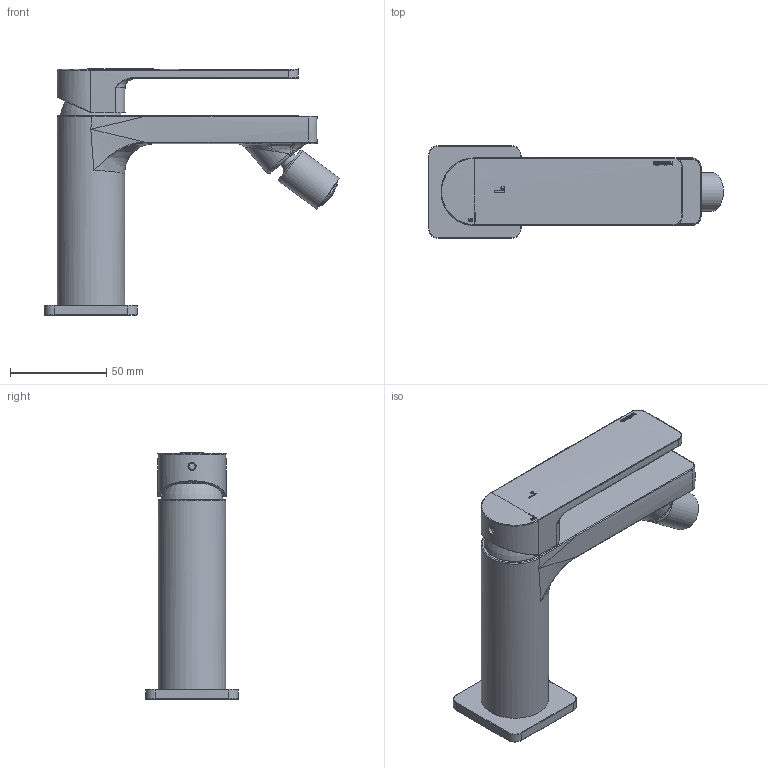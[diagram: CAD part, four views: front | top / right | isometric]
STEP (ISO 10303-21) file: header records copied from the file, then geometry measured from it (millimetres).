
FILE_DESCRIPTION(/* description */ ('Unknown'),/* implementation_level */ '2;1');
FILE_NAME(/* name */ 'GL018-00',/* time_stamp */ '2021-04-06T08:27:29+02:00',/* author */ ('Unknown'),/* organization */ ('Unknown'),/* preprocessor_version */ 'ST-DEVELOPER v16.7',/* originating_system */ 'DEX',/* authorisation */ $);
FILE_SCHEMA (('AUTOMOTIVE_DESIGN {1 0 10303 214 3 1 1}'));
Length unit declared in the file: millimetre
Products named in the file (13): GL018-00; GL003-02; GL003-05; CB003-002; CB003-002-1; CB003-002-2; CB003-002-3; CB003-002-4; GL018-01; GL003-03; CB018-001; CB018-001-02; CB018-001-01
Assembly tree (12 placements, depth 3):
  GL018-00
    GL003-02
    GL003-05
    CB003-002
      CB003-002-1
      CB003-002-2
      CB003-002-3
      CB003-002-4
    GL018-01
    GL003-03
    CB018-001
      CB018-001-02
      CB018-001-01
Bounding box: 152.91 x 48 x 127.58 mm (x, y, z)
Volume: 104183.2 mm3; surface area: 70243.3 mm2
Topology: 11 solids, 11 shells, 829 faces, 2024 edges, 1205 vertices
Faces by surface type: bspline 263, plane 220, cylinder 169, torus 82, cone 65, sphere 30
Full cylindrical faces by diameter (mm): 3.242 x1, 4 x4, 4.2 x1, 4.917 x2, 5.5 x2, 6 x2, 6.917 x4, 9 x3, 10 x1, 11.027 x2, 12 x2, 12.159 x1, 12.196 x1, 12.45 x1, 13.464 x1, 14 x1, 14.577 x1, 15.033 x1, 15.218 x1, 15.229 x1, 15.417 x2, 16.5 x4, 16.75 x1, 17 x1, 20 x1, 24.5 x1, 24.917 x2, 25.2 x1, 27.4 x1, 27.917 x2
Entity records: 32372 total; most frequent: CARTESIAN_POINT 9869, ORIENTED_EDGE 3622, DIRECTION 3236, EDGE_CURVE 1811, AXIS2_PLACEMENT_3D 1366, VERTEX_POINT 1155, FACE_BOUND 1004, EDGE_LOOP 997
